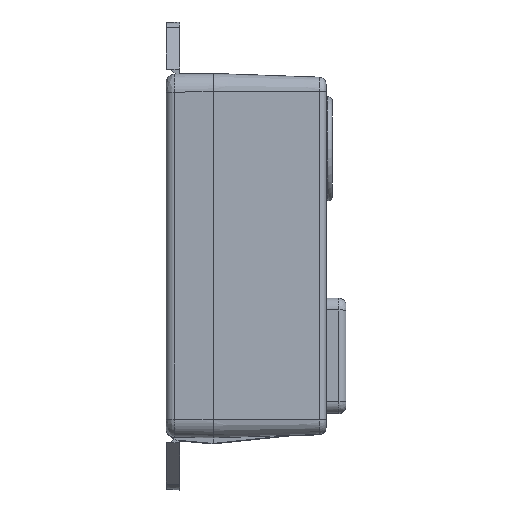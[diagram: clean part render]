
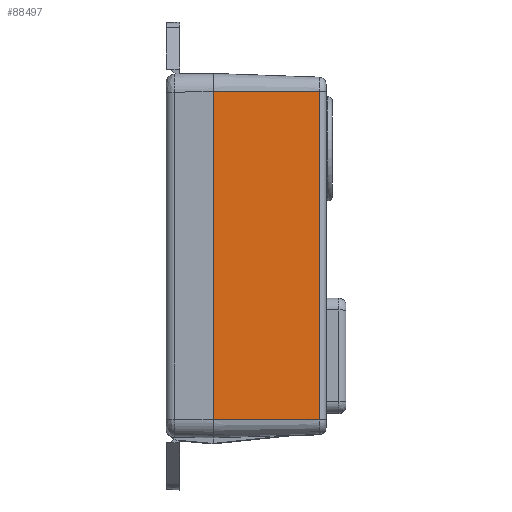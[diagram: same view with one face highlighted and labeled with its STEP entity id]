
A CAD part, top view. The second image highlights one B-rep face of the part: STEP entity #88497.
In plain terms, the highlighted planar face has unit normal (0.035, 0, 0.999).
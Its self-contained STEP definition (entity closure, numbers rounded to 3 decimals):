
#88477=AXIS2_PLACEMENT_3D('Plane Axis2P3D',#88474,#88475,#88476) ;
#88311=CARTESIAN_POINT('Vertex',(11.728,-18.15,19.74)) ;
#88335=CARTESIAN_POINT('Vertex',(11.728,18.15,19.74)) ;
#88338=CARTESIAN_POINT('Line Origine',(11.728,0.,19.74)) ;
#88459=CARTESIAN_POINT('Vertex',(0.,18.15,20.15)) ;
#88462=CARTESIAN_POINT('Line Origine',(6.25,18.15,19.932)) ;
#88474=CARTESIAN_POINT('Axis2P3D Location',(0.,0.,20.15)) ;
#88479=CARTESIAN_POINT('Line Origine',(0.,0.,20.15)) ;
#88483=CARTESIAN_POINT('Vertex',(0.,-18.15,20.15)) ;
#88486=CARTESIAN_POINT('Line Origine',(6.25,-18.15,19.932)) ;
#88339=DIRECTION('Vector Direction',(0.,-1.,0.)) ;
#88463=DIRECTION('Vector Direction',(-0.999,0.,0.035)) ;
#88475=DIRECTION('Axis2P3D Direction',(-0.035,0.,-0.999)) ;
#88476=DIRECTION('Axis2P3D XDirection',(0.,-1.,0.)) ;
#88480=DIRECTION('Vector Direction',(0.,-1.,0.)) ;
#88487=DIRECTION('Vector Direction',(-0.999,0.,0.035)) ;
#88340=VECTOR('Line Direction',#88339,1.) ;
#88464=VECTOR('Line Direction',#88463,1.) ;
#88481=VECTOR('Line Direction',#88480,1.) ;
#88488=VECTOR('Line Direction',#88487,1.) ;
#88492=ORIENTED_EDGE('',*,*,#88342,.F.) ;
#88493=ORIENTED_EDGE('',*,*,#88466,.F.) ;
#88494=ORIENTED_EDGE('',*,*,#88485,.F.) ;
#88495=ORIENTED_EDGE('',*,*,#88490,.T.) ;
#88497=ADVANCED_FACE('EB02175_A-MOD-netatmo_160713.1\\CORPS',(#88496),#88478,.F.) ;
#88342=EDGE_CURVE('',#88336,#88312,#88341,.T.) ;
#88466=EDGE_CURVE('',#88460,#88336,#88465,.F.) ;
#88485=EDGE_CURVE('',#88484,#88460,#88482,.F.) ;
#88490=EDGE_CURVE('',#88484,#88312,#88489,.F.) ;
#88491=EDGE_LOOP('',(#88492,#88493,#88494,#88495)) ;
#88496=FACE_OUTER_BOUND('',#88491,.T.) ;
#88341=LINE('Line',#88338,#88340) ;
#88465=LINE('Line',#88462,#88464) ;
#88482=LINE('Line',#88479,#88481) ;
#88489=LINE('Line',#88486,#88488) ;
#88478=PLANE('',#88477) ;
#88312=VERTEX_POINT('',#88311) ;
#88336=VERTEX_POINT('',#88335) ;
#88460=VERTEX_POINT('',#88459) ;
#88484=VERTEX_POINT('',#88483) ;
